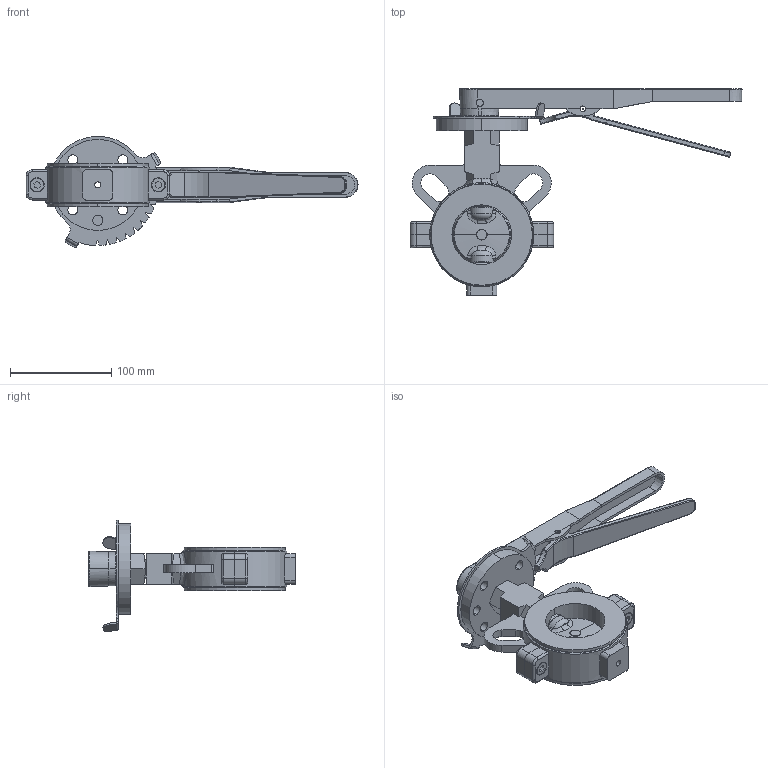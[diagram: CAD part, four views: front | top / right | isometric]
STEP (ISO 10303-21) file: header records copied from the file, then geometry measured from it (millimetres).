
FILE_DESCRIPTION (( 'STEP AP214' ), '1' );
FILE_NAME ('AS-W1-0250-PMR-HA.step', '2019-08-26T11:39:00', ( '' ), ( '' ), 'SwSTEP 2.0', 'SolidWorks 2019', '' );
FILE_SCHEMA (( 'AUTOMOTIVE_DESIGN' ));
Length unit declared in the file: inch
Products named in the file (2): AS-W1-0250-PMR-HA
Bounding box: 328.41 x 204.51 x 109.9 mm (x, y, z)
Surface area: 144893.4 mm2 (no closed solid volume)
Topology: 0 solids, 31 shells, 512 faces, 1814 edges, 1298 vertices
Faces by surface type: cylinder 204, plane 184, torus 45, cone 38, bspline 34, sphere 7
Entity records: 31048 total; most frequent: CARTESIAN_POINT 9436, ORIENTED_EDGE 2979, DIRECTION 2962, EDGE_CURVE 1812, VERTEX_POINT 1297, AXIS2_PLACEMENT_3D 1047, LINE 868, VECTOR 868
